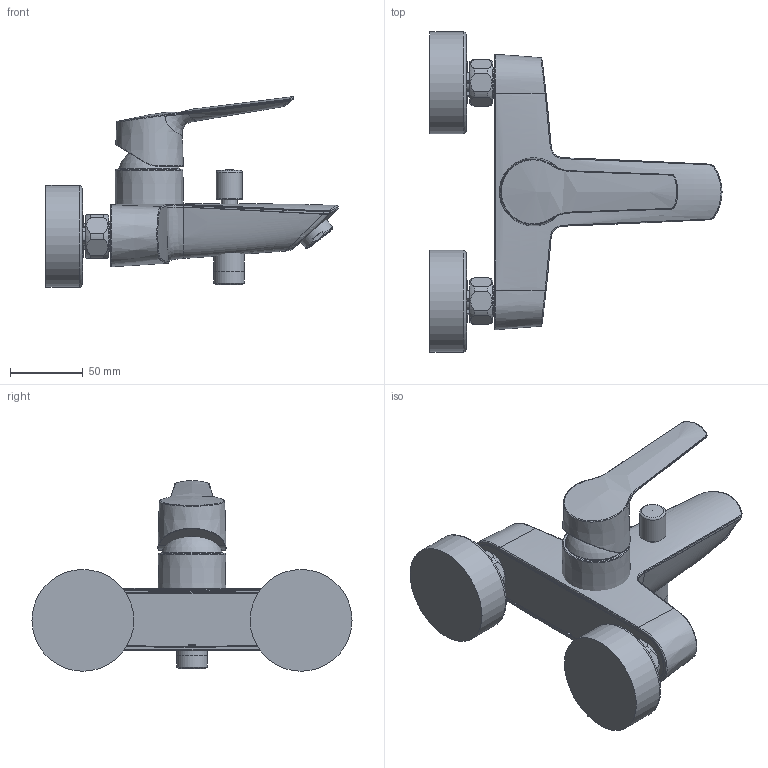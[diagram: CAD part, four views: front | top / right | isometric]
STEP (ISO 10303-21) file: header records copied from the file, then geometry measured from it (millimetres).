
FILE_DESCRIPTION(/* description */ ('Unknown'),/* implementation_level */ '2;1');
FILE_NAME(/* name */ '32278002',/* time_stamp */ '2022-09-01T15:44:10+02:00',/* author */ ('Unknown'),/* organization */ ('GROHE AG'),/* preprocessor_version */ 'ST-DEVELOPER v16.7',/* originating_system */ 'DEX',/* authorisation */ $);
FILE_SCHEMA (('AUTOMOTIVE_DESIGN {1 0 10303 214 3 1 1}'));
Products named in the file (8): 32278002; 32278002_0; 32278002_1; 32278002_2; id1516; 50.9697.1_Standard; BREP_1
Assembly tree (7 placements, depth 2):
  32278002
    32278002
    32278002_0
    32278002_1
    32278002_2
    id1516
    50.9697.1_Standard
    BREP_1
Bounding box: 200.74 x 220 x 130.96 mm (x, y, z)
Volume: 262989.3 mm3; surface area: 114099.9 mm2
Topology: 5 solids, 25 shells, 1624 faces, 5183 edges, 3514 vertices
Faces by surface type: plane 1382, cylinder 110, bspline 86, torus 23, cone 19, sphere 4
Full cylindrical faces by diameter (mm): 14.8 x1, 15 x1, 16 x1, 16.5 x1, 17.5 x2, 18 x1, 18.5 x5, 19.5 x1, 20.1 x1, 20.955 x2, 21.081 x2, 22 x2, 23.6 x1, 24.117 x2, 27 x2, 70 x2
Entity records: 69044 total; most frequent: CARTESIAN_POINT 23075, ORIENTED_EDGE 9769, DIRECTION 8391, EDGE_CURVE 5080, LINE 4163, VECTOR 4163, VERTEX_POINT 3477, EDGE_LOOP 2134
